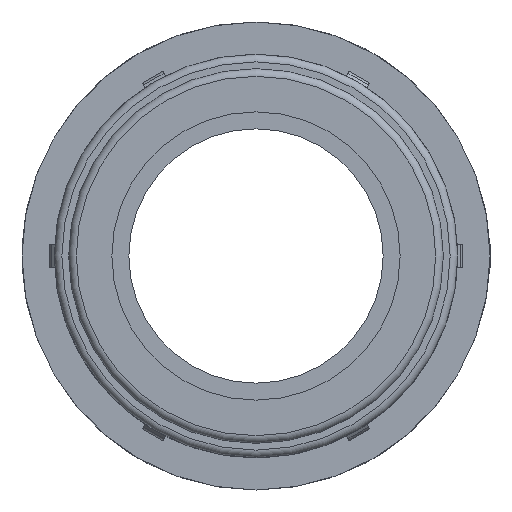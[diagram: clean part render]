
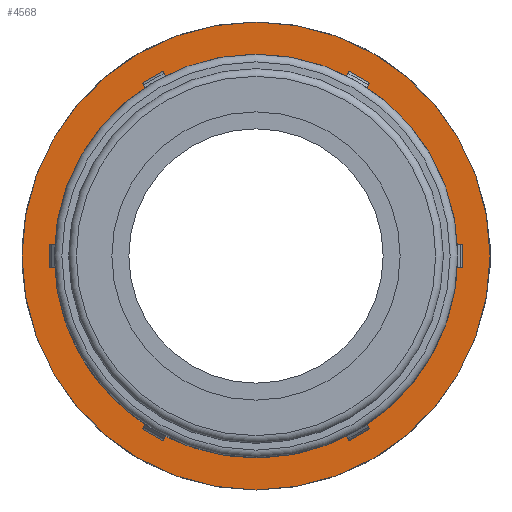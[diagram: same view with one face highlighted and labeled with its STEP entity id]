
A CAD part, left-side view. The second image highlights one B-rep face of the part: STEP entity #4568.
In plain terms, the highlighted planar face has unit normal (-1, 0, 0).
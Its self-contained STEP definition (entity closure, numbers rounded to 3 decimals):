
#49=FACE_BOUND('',#881,.T.);
#289=CIRCLE('',#4926,36.454);
#290=CIRCLE('',#4928,36.454);
#291=CIRCLE('',#4930,36.454);
#292=CIRCLE('',#4932,36.454);
#293=CIRCLE('',#4934,36.454);
#330=CIRCLE('',#5020,46.);
#331=CIRCLE('',#5021,36.454);
#608=FACE_OUTER_BOUND('',#880,.T.);
#880=EDGE_LOOP('',(#4097));
#881=EDGE_LOOP('',(#4098,#4099,#4100,#4101,#4102,#4103,#4104,#4105,#4106,
#4107,#4108,#4109,#4110,#4111,#4112,#4113,#4114,#4115,#4116,#4117,#4118,
#4119,#4120,#4121));
#927=LINE('',#6503,#1281);
#945=LINE('',#6572,#1299);
#957=LINE('',#6606,#1311);
#986=LINE('',#6801,#1340);
#1004=LINE('',#6870,#1358);
#1016=LINE('',#6904,#1370);
#1045=LINE('',#7099,#1399);
#1063=LINE('',#7168,#1417);
#1075=LINE('',#7202,#1429);
#1104=LINE('',#7397,#1458);
#1122=LINE('',#7466,#1476);
#1134=LINE('',#7500,#1488);
#1163=LINE('',#7695,#1517);
#1181=LINE('',#7764,#1535);
#1193=LINE('',#7798,#1547);
#1214=LINE('',#8109,#1568);
#1222=LINE('',#8133,#1576);
#1227=LINE('',#8146,#1581);
#1281=VECTOR('',#5112,0.073);
#1299=VECTOR('',#5160,0.073);
#1311=VECTOR('',#5194,4.6);
#1340=VECTOR('',#5267,0.073);
#1358=VECTOR('',#5315,0.073);
#1370=VECTOR('',#5349,4.6);
#1399=VECTOR('',#5422,0.073);
#1417=VECTOR('',#5470,0.073);
#1429=VECTOR('',#5504,4.6);
#1458=VECTOR('',#5577,0.073);
#1476=VECTOR('',#5625,0.073);
#1488=VECTOR('',#5659,4.6);
#1517=VECTOR('',#5732,0.073);
#1535=VECTOR('',#5780,0.073);
#1547=VECTOR('',#5814,4.6);
#1568=VECTOR('',#6087,4.6);
#1576=VECTOR('',#6107,0.073);
#1581=VECTOR('',#6120,0.073);
#1741=VERTEX_POINT('',#6498);
#1742=VERTEX_POINT('',#6502);
#1769=VERTEX_POINT('',#6569);
#1770=VERTEX_POINT('',#6571);
#1811=VERTEX_POINT('',#6796);
#1812=VERTEX_POINT('',#6800);
#1839=VERTEX_POINT('',#6867);
#1840=VERTEX_POINT('',#6869);
#1881=VERTEX_POINT('',#7094);
#1882=VERTEX_POINT('',#7098);
#1909=VERTEX_POINT('',#7165);
#1910=VERTEX_POINT('',#7167);
#1951=VERTEX_POINT('',#7392);
#1952=VERTEX_POINT('',#7396);
#1979=VERTEX_POINT('',#7463);
#1980=VERTEX_POINT('',#7465);
#2021=VERTEX_POINT('',#7690);
#2022=VERTEX_POINT('',#7694);
#2049=VERTEX_POINT('',#7761);
#2050=VERTEX_POINT('',#7763);
#2083=VERTEX_POINT('',#8057);
#2097=VERTEX_POINT('',#8106);
#2098=VERTEX_POINT('',#8108);
#2112=VERTEX_POINT('',#8145);
#2138=VERTEX_POINT('',#8263);
#2194=EDGE_CURVE('',#1742,#1741,#927,.T.);
#2225=EDGE_CURVE('',#1770,#1769,#945,.T.);
#2239=EDGE_CURVE('',#1769,#1742,#957,.T.);
#2291=EDGE_CURVE('',#1812,#1811,#986,.T.);
#2322=EDGE_CURVE('',#1840,#1839,#1004,.T.);
#2336=EDGE_CURVE('',#1839,#1812,#1016,.T.);
#2388=EDGE_CURVE('',#1882,#1881,#1045,.T.);
#2419=EDGE_CURVE('',#1910,#1909,#1063,.T.);
#2433=EDGE_CURVE('',#1909,#1882,#1075,.T.);
#2485=EDGE_CURVE('',#1952,#1951,#1104,.T.);
#2516=EDGE_CURVE('',#1980,#1979,#1122,.T.);
#2530=EDGE_CURVE('',#1979,#1952,#1134,.T.);
#2582=EDGE_CURVE('',#2022,#2021,#1163,.T.);
#2613=EDGE_CURVE('',#2050,#2049,#1181,.T.);
#2627=EDGE_CURVE('',#2049,#2022,#1193,.T.);
#2715=EDGE_CURVE('',#2083,#2050,#289,.T.);
#2717=EDGE_CURVE('',#2021,#1980,#290,.T.);
#2718=EDGE_CURVE('',#1951,#1910,#291,.T.);
#2719=EDGE_CURVE('',#1881,#1840,#292,.T.);
#2720=EDGE_CURVE('',#1811,#1770,#293,.T.);
#2739=EDGE_CURVE('',#2098,#2097,#1214,.T.);
#2752=EDGE_CURVE('',#2097,#2083,#1222,.T.);
#2758=EDGE_CURVE('',#2112,#2098,#1227,.T.);
#2809=EDGE_CURVE('',#2138,#2138,#330,.T.);
#2810=EDGE_CURVE('',#1741,#2112,#331,.T.);
#4097=ORIENTED_EDGE('',*,*,#2809,.F.);
#4098=ORIENTED_EDGE('',*,*,#2194,.T.);
#4099=ORIENTED_EDGE('',*,*,#2810,.T.);
#4100=ORIENTED_EDGE('',*,*,#2758,.T.);
#4101=ORIENTED_EDGE('',*,*,#2739,.T.);
#4102=ORIENTED_EDGE('',*,*,#2752,.T.);
#4103=ORIENTED_EDGE('',*,*,#2715,.T.);
#4104=ORIENTED_EDGE('',*,*,#2613,.T.);
#4105=ORIENTED_EDGE('',*,*,#2627,.T.);
#4106=ORIENTED_EDGE('',*,*,#2582,.T.);
#4107=ORIENTED_EDGE('',*,*,#2717,.T.);
#4108=ORIENTED_EDGE('',*,*,#2516,.T.);
#4109=ORIENTED_EDGE('',*,*,#2530,.T.);
#4110=ORIENTED_EDGE('',*,*,#2485,.T.);
#4111=ORIENTED_EDGE('',*,*,#2718,.T.);
#4112=ORIENTED_EDGE('',*,*,#2419,.T.);
#4113=ORIENTED_EDGE('',*,*,#2433,.T.);
#4114=ORIENTED_EDGE('',*,*,#2388,.T.);
#4115=ORIENTED_EDGE('',*,*,#2719,.T.);
#4116=ORIENTED_EDGE('',*,*,#2322,.T.);
#4117=ORIENTED_EDGE('',*,*,#2336,.T.);
#4118=ORIENTED_EDGE('',*,*,#2291,.T.);
#4119=ORIENTED_EDGE('',*,*,#2720,.T.);
#4120=ORIENTED_EDGE('',*,*,#2225,.T.);
#4121=ORIENTED_EDGE('',*,*,#2239,.T.);
#4317=PLANE('',#5019);
#4568=ADVANCED_FACE('',(#608,#49),#4317,.T.);
#4926=AXIS2_PLACEMENT_3D('',#8058,#6033,#6034);
#4928=AXIS2_PLACEMENT_3D('',#8063,#6037,#6038);
#4930=AXIS2_PLACEMENT_3D('',#8065,#6041,#6042);
#4932=AXIS2_PLACEMENT_3D('',#8067,#6045,#6046);
#4934=AXIS2_PLACEMENT_3D('',#8069,#6049,#6050);
#5019=AXIS2_PLACEMENT_3D('',#8262,#6270,#6271);
#5020=AXIS2_PLACEMENT_3D('',#8264,#6272,#6273);
#5021=AXIS2_PLACEMENT_3D('',#8265,#6274,#6275);
#5112=DIRECTION('',(0.,-0.5,0.866));
#5160=DIRECTION('',(0.,0.5,-0.866));
#5194=DIRECTION('',(0.,0.866,0.5));
#5267=DIRECTION('',(0.,0.5,0.866));
#5315=DIRECTION('',(0.,-0.5,-0.866));
#5349=DIRECTION('',(0.,0.866,-0.5));
#5422=DIRECTION('',(0.,1.,0.));
#5470=DIRECTION('',(0.,-1.,0.));
#5504=DIRECTION('',(0.,0.,-1.));
#5577=DIRECTION('',(0.,0.5,-0.866));
#5625=DIRECTION('',(0.,-0.5,0.866));
#5659=DIRECTION('',(0.,-0.866,-0.5));
#5732=DIRECTION('',(0.,-0.5,-0.866));
#5780=DIRECTION('',(0.,0.5,0.866));
#5814=DIRECTION('',(0.,-0.866,0.5));
#6033=DIRECTION('center_axis',(1.,0.,0.));
#6034=DIRECTION('ref_axis',(0.,0.,-1.));
#6037=DIRECTION('center_axis',(1.,0.,0.));
#6038=DIRECTION('ref_axis',(0.,0.,-1.));
#6041=DIRECTION('center_axis',(1.,0.,0.));
#6042=DIRECTION('ref_axis',(0.,0.,-1.));
#6045=DIRECTION('center_axis',(1.,0.,0.));
#6046=DIRECTION('ref_axis',(0.,0.,-1.));
#6049=DIRECTION('center_axis',(1.,0.,0.));
#6050=DIRECTION('ref_axis',(0.,0.,-1.));
#6087=DIRECTION('',(0.,0.,1.));
#6107=DIRECTION('',(0.,-1.,0.));
#6120=DIRECTION('',(0.,1.,0.));
#6270=DIRECTION('center_axis',(-1.,0.,0.));
#6271=DIRECTION('ref_axis',(0.,0.,1.));
#6272=DIRECTION('center_axis',(1.,0.,0.));
#6273=DIRECTION('ref_axis',(0.,0.,-1.));
#6274=DIRECTION('center_axis',(1.,0.,0.));
#6275=DIRECTION('ref_axis',(0.,0.,-1.));
#6498=CARTESIAN_POINT('',(27.88,20.182,-30.357));
#6502=CARTESIAN_POINT('',(27.88,20.219,-30.42));
#6503=CARTESIAN_POINT('',(27.88,15.802,-22.77));
#6569=CARTESIAN_POINT('',(27.88,16.235,-32.72));
#6571=CARTESIAN_POINT('',(27.88,16.199,-32.657));
#6572=CARTESIAN_POINT('',(27.88,11.818,-25.07));
#6606=CARTESIAN_POINT('',(27.88,35.477,-21.61));
#6796=CARTESIAN_POINT('',(27.88,-16.199,-32.657));
#6800=CARTESIAN_POINT('',(27.88,-16.235,-32.72));
#6801=CARTESIAN_POINT('',(27.88,-0.318,-5.151));
#6867=CARTESIAN_POINT('',(27.88,-20.219,-30.42));
#6869=CARTESIAN_POINT('',(27.88,-20.182,-30.357));
#6870=CARTESIAN_POINT('',(27.88,-4.302,-2.851));
#6904=CARTESIAN_POINT('',(27.88,-0.977,-41.529));
#7094=CARTESIAN_POINT('',(27.88,-36.381,-2.3));
#7098=CARTESIAN_POINT('',(27.88,-36.454,-2.3));
#7099=CARTESIAN_POINT('',(27.88,6.879,-2.3));
#7165=CARTESIAN_POINT('',(27.88,-36.454,2.3));
#7167=CARTESIAN_POINT('',(27.88,-36.381,2.3));
#7168=CARTESIAN_POINT('',(27.88,6.879,2.3));
#7202=CARTESIAN_POINT('',(27.88,-36.454,0.));
#7392=CARTESIAN_POINT('',(27.88,-20.182,30.357));
#7396=CARTESIAN_POINT('',(27.88,-20.219,30.42));
#7397=CARTESIAN_POINT('',(27.88,-4.302,2.851));
#7463=CARTESIAN_POINT('',(27.88,-16.235,32.72));
#7465=CARTESIAN_POINT('',(27.88,-16.199,32.657));
#7466=CARTESIAN_POINT('',(27.88,-0.318,5.151));
#7500=CARTESIAN_POINT('',(27.88,-0.977,41.529));
#7690=CARTESIAN_POINT('',(27.88,16.199,32.657));
#7694=CARTESIAN_POINT('',(27.88,16.235,32.72));
#7695=CARTESIAN_POINT('',(27.88,11.818,25.07));
#7761=CARTESIAN_POINT('',(27.88,20.219,30.42));
#7763=CARTESIAN_POINT('',(27.88,20.182,30.357));
#7764=CARTESIAN_POINT('',(27.88,15.802,22.77));
#7798=CARTESIAN_POINT('',(27.88,35.477,21.61));
#8057=CARTESIAN_POINT('',(27.88,36.381,2.3));
#8058=CARTESIAN_POINT('Origin',(27.88,0.,0.));
#8063=CARTESIAN_POINT('Origin',(27.88,0.,0.));
#8065=CARTESIAN_POINT('Origin',(27.88,0.,0.));
#8067=CARTESIAN_POINT('Origin',(27.88,0.,0.));
#8069=CARTESIAN_POINT('Origin',(27.88,0.,0.));
#8106=CARTESIAN_POINT('',(27.88,36.454,2.3));
#8108=CARTESIAN_POINT('',(27.88,36.454,-2.3));
#8109=CARTESIAN_POINT('',(27.88,36.454,0.));
#8133=CARTESIAN_POINT('',(27.88,39.121,2.3));
#8145=CARTESIAN_POINT('',(27.88,36.381,-2.3));
#8146=CARTESIAN_POINT('',(27.88,39.121,-2.3));
#8262=CARTESIAN_POINT('Origin',(27.88,46.,0.));
#8263=CARTESIAN_POINT('',(27.88,46.,0.));
#8264=CARTESIAN_POINT('Origin',(27.88,0.,0.));
#8265=CARTESIAN_POINT('Origin',(27.88,0.,0.));
